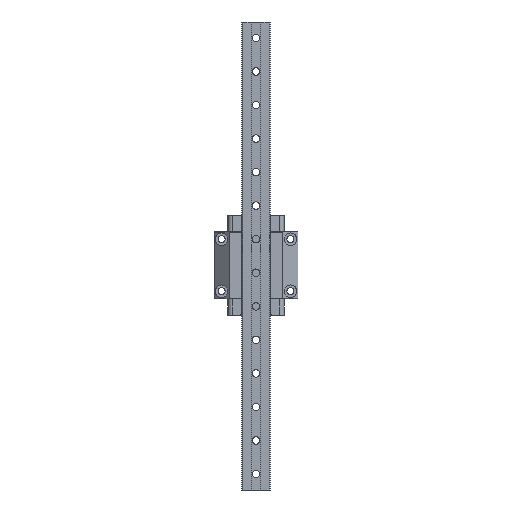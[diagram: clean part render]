
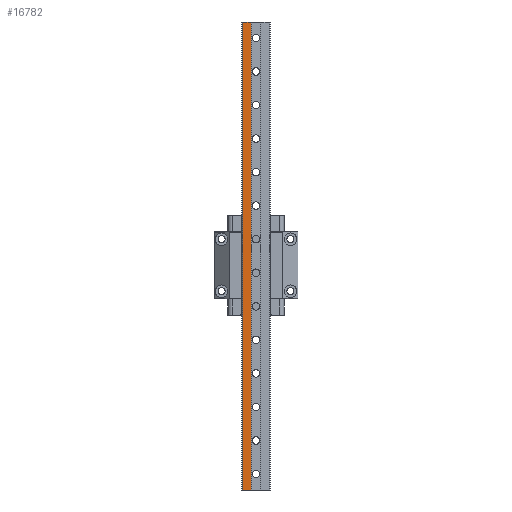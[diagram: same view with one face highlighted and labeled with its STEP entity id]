
A CAD part, front view. The second image highlights one B-rep face of the part: STEP entity #16782.
In plain terms, the highlighted face is planar.
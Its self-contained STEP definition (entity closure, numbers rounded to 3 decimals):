
#581 = ORIENTED_EDGE ( 'NONE', *, *, #17563, .T. ) ;
#654 = CARTESIAN_POINT ( 'NONE',  ( -17., 0., 0. ) ) ;
#1574 = EDGE_LOOP ( 'NONE', ( #23722, #581, #16066, #1965 ) ) ;
#1646 = LINE ( 'NONE', #1722, #17420 ) ;
#1690 = DIRECTION ( 'NONE',  ( 0., 0., -1. ) ) ;
#1722 = CARTESIAN_POINT ( 'NONE',  ( 15.6, 0., 0. ) ) ;
#1965 = ORIENTED_EDGE ( 'NONE', *, *, #20666, .F. ) ;
#3301 = EDGE_CURVE ( 'NONE', #24326, #17239, #1646, .T. ) ;
#3794 = LINE ( 'NONE', #5784, #12842 ) ;
#4706 = VERTEX_POINT ( 'NONE', #12106 ) ;
#4821 = DIRECTION ( 'NONE',  ( 0., 1., 0. ) ) ;
#5784 = CARTESIAN_POINT ( 'NONE',  ( 0., 0., -279. ) ) ;
#5869 = CARTESIAN_POINT ( 'NONE',  ( 5.9, 0., 0. ) ) ;
#7310 = LINE ( 'NONE', #15742, #22844 ) ;
#8892 = PLANE ( 'NONE',  #14022 ) ;
#9571 = CARTESIAN_POINT ( 'NONE',  ( 5.9, 0., -279. ) ) ;
#10138 = DIRECTION ( 'NONE',  ( -1., 0., 0. ) ) ;
#11692 = VECTOR ( 'NONE', #16180, 1000. ) ;
#12106 = CARTESIAN_POINT ( 'NONE',  ( 5.9, 0., 279. ) ) ;
#12446 = CARTESIAN_POINT ( 'NONE',  ( 15.6, 0., 279. ) ) ;
#12842 = VECTOR ( 'NONE', #10138, 1000. ) ;
#14022 = AXIS2_PLACEMENT_3D ( 'NONE', #654, #4821, #19095 ) ;
#14304 = LINE ( 'NONE', #5869, #11692 ) ;
#15742 = CARTESIAN_POINT ( 'NONE',  ( 0., 0., 279. ) ) ;
#16066 = ORIENTED_EDGE ( 'NONE', *, *, #24833, .T. ) ;
#16180 = DIRECTION ( 'NONE',  ( 0., 0., 1. ) ) ;
#16782 = ADVANCED_FACE ( 'NONE', ( #22574 ), #8892, .T. ) ;
#17239 = VERTEX_POINT ( 'NONE', #24557 ) ;
#17420 = VECTOR ( 'NONE', #1690, 1000. ) ;
#17563 = EDGE_CURVE ( 'NONE', #17239, #25137, #3794, .T. ) ;
#19095 = DIRECTION ( 'NONE',  ( 0., 0., 1. ) ) ;
#20666 = EDGE_CURVE ( 'NONE', #24326, #4706, #7310, .T. ) ;
#21790 = DIRECTION ( 'NONE',  ( -1., 0., 0. ) ) ;
#22574 = FACE_OUTER_BOUND ( 'NONE', #1574, .T. ) ;
#22844 = VECTOR ( 'NONE', #21790, 1000. ) ;
#23722 = ORIENTED_EDGE ( 'NONE', *, *, #3301, .T. ) ;
#24326 = VERTEX_POINT ( 'NONE', #12446 ) ;
#24557 = CARTESIAN_POINT ( 'NONE',  ( 15.6, 0., -279. ) ) ;
#24833 = EDGE_CURVE ( 'NONE', #25137, #4706, #14304, .T. ) ;
#25137 = VERTEX_POINT ( 'NONE', #9571 ) ;
